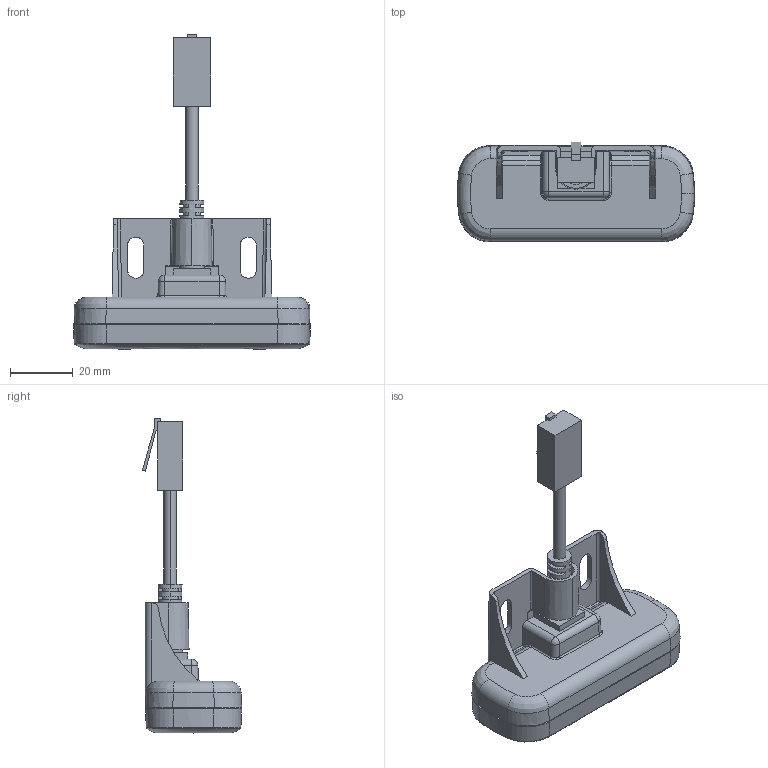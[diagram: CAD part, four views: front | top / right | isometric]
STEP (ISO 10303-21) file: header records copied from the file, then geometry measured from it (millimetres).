
FILE_DESCRIPTION (( 'STEP AP214' ), '1' );
FILE_NAME ('JCHT35K26A-²à×°.STEP', '2019-10-17T01:32:43', ( '' ), ( '' ), 'SwSTEP 2.0', 'SolidWorks 2018', '' );
FILE_SCHEMA (( 'AUTOMOTIVE_DESIGN' ));
Length unit declared in the file: millimetre
Products named in the file (1): JCHT35K26A-耜蚾
Bounding box: 75.83 x 31.8 x 100.8 mm (x, y, z)
Volume: 26984.6 mm3; surface area: 28201.1 mm2
Topology: 5 solids, 5 shells, 673 faces, 1819 edges, 1183 vertices
Faces by surface type: plane 408, cylinder 125, bspline 88, cone 28, torus 12, sphere 12
Entity records: 39157 total; most frequent: CARTESIAN_POINT 15509, ORIENTED_EDGE 3634, DIRECTION 2979, EDGE_CURVE 1817, VERTEX_POINT 1183, LINE 1055, VECTOR 1055, AXIS2_PLACEMENT_3D 962
